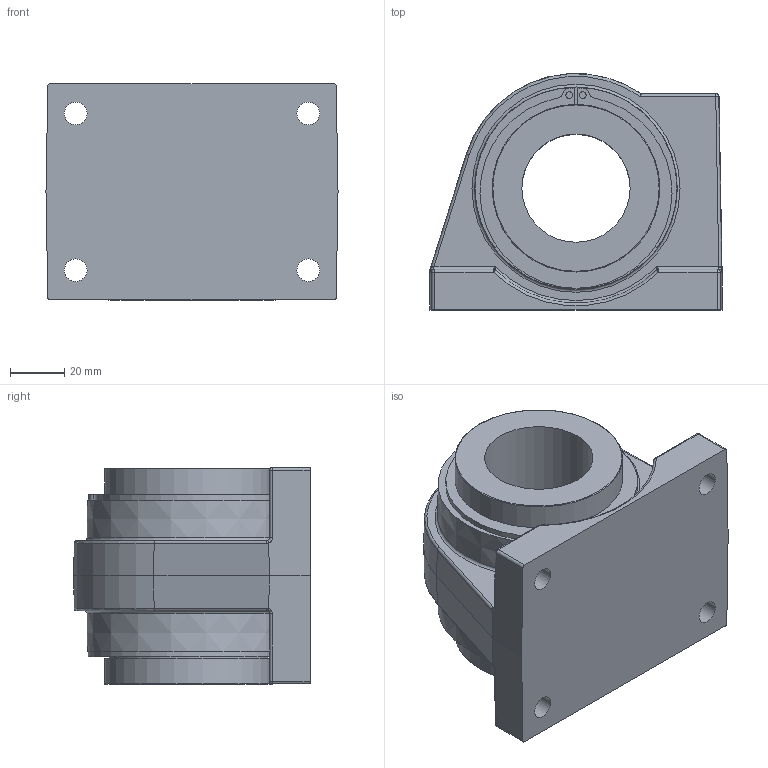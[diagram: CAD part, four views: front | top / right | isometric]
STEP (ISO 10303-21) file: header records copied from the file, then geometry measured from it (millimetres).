
FILE_DESCRIPTION(/* description */ (''),/* implementation_level */ '2;1');
FILE_NAME(/* name */ '131456-0.step',/* time_stamp */ '2021-08-11T11:36:22+02:00',/* author */ ('Schoefer'),/* organization */ (''),/* preprocessor_version */ 'ST-DEVELOPER v18.1',/* originating_system */ 'Autodesk Inventor 2021',/* authorisation */ '');
FILE_SCHEMA (('AUTOMOTIVE_DESIGN { 1 0 10303 214 3 1 1 }'));
Length unit declared in the file: millimetre
Products named in the file (4): MTW_1-00081248; MTW_1-00079072; leer; leer_1
Assembly tree (4 placements, depth 2):
  MTW_1-00081248
    MTW_1-00079072
    leer
    leer_1  x2
Bounding box: 107.98 x 87.38 x 80.15 mm (x, y, z)
Volume: 372559.6 mm3; surface area: 88467.9 mm2
Topology: 4 solids, 4 shells, 146 faces, 329 edges, 195 vertices
Faces by surface type: cylinder 69, plane 41, bspline 12, torus 10, sphere 10, cone 4
Full cylindrical faces by diameter (mm): 2.5 x4, 8.4 x4, 18.1 x4, 40 x1, 59 x2, 62 x4
Entity records: 4879 total; most frequent: CARTESIAN_POINT 1790, DIRECTION 662, ORIENTED_EDGE 574, EDGE_CURVE 287, AXIS2_PLACEMENT_3D 273, VERTEX_POINT 171, EDGE_LOOP 158, CIRCLE 140
